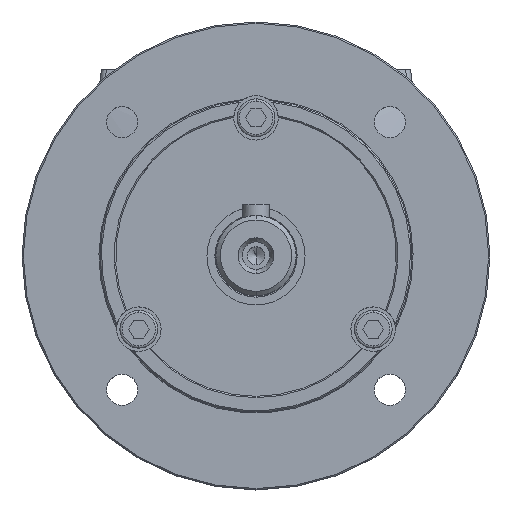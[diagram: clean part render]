
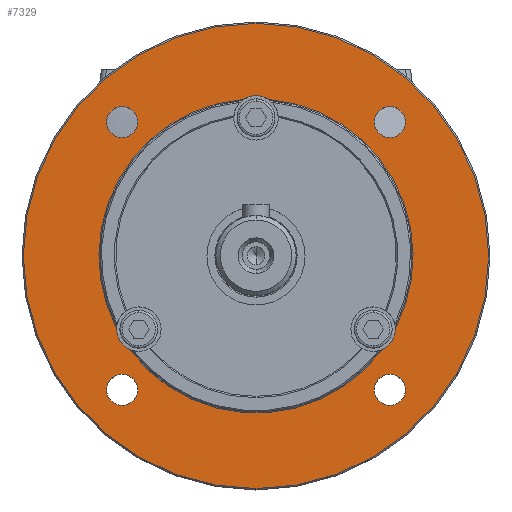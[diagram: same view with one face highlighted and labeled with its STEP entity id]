
A CAD part, top view. The second image highlights one B-rep face of the part: STEP entity #7329.
In plain terms, the highlighted planar face has unit normal (0, 0, 1).
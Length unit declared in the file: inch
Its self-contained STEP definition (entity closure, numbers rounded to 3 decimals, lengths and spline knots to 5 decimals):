
#118=CARTESIAN_POINT('',(0.,0.,3.18898));
#119=DIRECTION('',(0.,0.,1.));
#120=DIRECTION('',(1.,0.,0.));
#121=AXIS2_PLACEMENT_3D('',#118,#119,#120);
#128=CARTESIAN_POINT('',(-1.18315,1.18315,3.18898));
#129=DIRECTION('',(0.,0.,1.));
#130=DIRECTION('',(1.,0.,0.));
#131=AXIS2_PLACEMENT_3D('',#128,#129,#130);
#133=CARTESIAN_POINT('',(-1.18315,1.18315,3.18898));
#134=DIRECTION('',(0.,0.,1.));
#135=DIRECTION('',(-1.,0.,0.));
#136=AXIS2_PLACEMENT_3D('',#133,#134,#135);
#138=CARTESIAN_POINT('',(-1.18315,-1.18315,3.18898));
#139=DIRECTION('',(0.,0.,1.));
#140=DIRECTION('',(1.,0.,0.));
#141=AXIS2_PLACEMENT_3D('',#138,#139,#140);
#143=CARTESIAN_POINT('',(-1.18315,-1.18315,3.18898));
#144=DIRECTION('',(0.,0.,1.));
#145=DIRECTION('',(-1.,0.,0.));
#146=AXIS2_PLACEMENT_3D('',#143,#144,#145);
#148=CARTESIAN_POINT('',(1.18315,-1.18315,3.18898));
#149=DIRECTION('',(0.,0.,1.));
#150=DIRECTION('',(1.,0.,0.));
#151=AXIS2_PLACEMENT_3D('',#148,#149,#150);
#153=CARTESIAN_POINT('',(1.18315,-1.18315,3.18898));
#154=DIRECTION('',(0.,0.,1.));
#155=DIRECTION('',(-1.,0.,0.));
#156=AXIS2_PLACEMENT_3D('',#153,#154,#155);
#158=CARTESIAN_POINT('',(1.18315,1.18315,3.18898));
#159=DIRECTION('',(0.,0.,1.));
#160=DIRECTION('',(1.,0.,0.));
#161=AXIS2_PLACEMENT_3D('',#158,#159,#160);
#163=CARTESIAN_POINT('',(1.18315,1.18315,3.18898));
#164=DIRECTION('',(0.,0.,1.));
#165=DIRECTION('',(-1.,0.,0.));
#166=AXIS2_PLACEMENT_3D('',#163,#164,#165);
#168=CARTESIAN_POINT('',(-1.03502,-0.64675,
3.18898));
#169=DIRECTION('',(0.,0.,-1.));
#170=DIRECTION('',(-0.404,-0.915,0.));
#171=AXIS2_PLACEMENT_3D('',#168,#169,#170);
#173=CARTESIAN_POINT('',(1.03502,-0.64675,3.18898));
#174=DIRECTION('',(0.,0.,-1.));
#175=DIRECTION('',(0.999,0.037,0.));
#176=AXIS2_PLACEMENT_3D('',#173,#174,#175);
#178=CARTESIAN_POINT('',(0.,1.22047,3.18898));
#179=DIRECTION('',(0.,0.,-1.));
#180=DIRECTION('',(-0.561,0.828,0.));
#181=AXIS2_PLACEMENT_3D('',#178,#179,#180);
#183=CARTESIAN_POINT('',(0.,0.,3.18898));
#184=DIRECTION('',(0.,0.,1.));
#185=DIRECTION('',(-1.,0.,0.));
#186=AXIS2_PLACEMENT_3D('',#183,#184,#185);
#229=CARTESIAN_POINT('',(0.,0.,3.18898));
#230=DIRECTION('',(0.,0.,-1.));
#231=DIRECTION('',(-0.888,-0.461,0.));
#232=AXIS2_PLACEMENT_3D('',#229,#230,#231);
#283=CARTESIAN_POINT('',(0.,0.,3.18898));
#284=DIRECTION('',(0.,0.,-1.));
#285=DIRECTION('',(0.08,0.997,0.));
#286=AXIS2_PLACEMENT_3D('',#283,#284,#285);
#337=CARTESIAN_POINT('',(0.,0.,3.18898));
#338=DIRECTION('',(0.,0.,-1.));
#339=DIRECTION('',(0.803,-0.596,0.));
#340=AXIS2_PLACEMENT_3D('',#337,#338,#339);
#6767=CARTESIAN_POINT('',(1.32095,1.18315,3.18898));
#6768=CARTESIAN_POINT('',(1.04536,1.18315,3.18898));
#6769=VERTEX_POINT('',#6767);
#6770=VERTEX_POINT('',#6768);
#6783=CARTESIAN_POINT('',(1.32095,-1.18315,3.18898));
#6784=CARTESIAN_POINT('',(1.04536,-1.18315,3.18898));
#6785=VERTEX_POINT('',#6783);
#6786=VERTEX_POINT('',#6784);
#6791=CARTESIAN_POINT('',(-1.04536,-1.18315,
3.18898));
#6792=CARTESIAN_POINT('',(-1.32095,-1.18315,
3.18898));
#6793=VERTEX_POINT('',#6791);
#6794=VERTEX_POINT('',#6792);
#6799=CARTESIAN_POINT('',(-1.04536,1.18315,3.18898));
#6800=CARTESIAN_POINT('',(-1.32095,1.18315,3.18898));
#6801=VERTEX_POINT('',#6799);
#6802=VERTEX_POINT('',#6800);
#6827=CARTESIAN_POINT('',(2.05512,0.,3.18898));
#6828=CARTESIAN_POINT('',(-2.05512,0.,3.18898));
#6829=VERTEX_POINT('',#6827);
#6830=VERTEX_POINT('',#6828);
#6871=CARTESIAN_POINT('',(-0.11049,1.38339,
3.18898));
#6872=CARTESIAN_POINT('',(0.11049,1.38339,3.18898));
#6873=VERTEX_POINT('',#6871);
#6874=VERTEX_POINT('',#6872);
#6875=CARTESIAN_POINT('',(-1.11463,-0.82679,
3.18898));
#6876=CARTESIAN_POINT('',(-1.23173,-0.63938,
3.18898));
#6877=VERTEX_POINT('',#6875);
#6878=VERTEX_POINT('',#6876);
#6879=CARTESIAN_POINT('',(1.23173,-0.63938,
3.18898));
#6880=CARTESIAN_POINT('',(1.11463,-0.82679,
3.18898));
#6881=VERTEX_POINT('',#6879);
#6882=VERTEX_POINT('',#6880);
#7282=CARTESIAN_POINT('',(0.,0.,3.18898));
#7283=DIRECTION('',(0.,0.,1.));
#7284=DIRECTION('',(1.,0.,0.));
#7285=AXIS2_PLACEMENT_3D('',#7282,#7283,#7284);
#7286=PLANE('',#7285);
#7287=ORIENTED_EDGE('',*,*,#7260,.F.);
#7289=ORIENTED_EDGE('',*,*,#7288,.F.);
#7290=EDGE_LOOP('',(#7287,#7289));
#7291=FACE_OUTER_BOUND('',#7290,.F.);
#7293=ORIENTED_EDGE('',*,*,#7292,.T.);
#7295=ORIENTED_EDGE('',*,*,#7294,.T.);
#7296=EDGE_LOOP('',(#7293,#7295));
#7297=FACE_BOUND('',#7296,.F.);
#7299=ORIENTED_EDGE('',*,*,#7298,.T.);
#7301=ORIENTED_EDGE('',*,*,#7300,.T.);
#7302=EDGE_LOOP('',(#7299,#7301));
#7303=FACE_BOUND('',#7302,.F.);
#7305=ORIENTED_EDGE('',*,*,#7304,.T.);
#7306=ORIENTED_EDGE('',*,*,#7088,.T.);
#7307=EDGE_LOOP('',(#7305,#7306));
#7308=FACE_BOUND('',#7307,.F.);
#7310=ORIENTED_EDGE('',*,*,#7309,.T.);
#7312=ORIENTED_EDGE('',*,*,#7311,.T.);
#7313=EDGE_LOOP('',(#7310,#7312));
#7314=FACE_BOUND('',#7313,.F.);
#7316=ORIENTED_EDGE('',*,*,#7315,.F.);
#7318=ORIENTED_EDGE('',*,*,#7317,.F.);
#7320=ORIENTED_EDGE('',*,*,#7319,.F.);
#7322=ORIENTED_EDGE('',*,*,#7321,.F.);
#7324=ORIENTED_EDGE('',*,*,#7323,.F.);
#7326=ORIENTED_EDGE('',*,*,#7325,.F.);
#7327=EDGE_LOOP('',(#7316,#7318,#7320,#7322,#7324,#7326));
#7328=FACE_BOUND('',#7327,.F.);
#122=CIRCLE('',#121,2.05512);
#132=CIRCLE('',#131,0.1378);
#137=CIRCLE('',#136,0.1378);
#142=CIRCLE('',#141,0.1378);
#147=CIRCLE('',#146,0.1378);
#152=CIRCLE('',#151,0.1378);
#157=CIRCLE('',#156,0.1378);
#162=CIRCLE('',#161,0.1378);
#167=CIRCLE('',#166,0.1378);
#172=CIRCLE('',#171,0.19685);
#177=CIRCLE('',#176,0.19685);
#182=CIRCLE('',#181,0.19685);
#187=CIRCLE('',#186,2.05512);
#233=CIRCLE('',#232,1.3878);
#287=CIRCLE('',#286,1.3878);
#341=CIRCLE('',#340,1.3878);
#7088=EDGE_CURVE('',#6786,#6785,#157,.T.);
#7260=EDGE_CURVE('',#6829,#6830,#122,.T.);
#7288=EDGE_CURVE('',#6830,#6829,#187,.T.);
#7292=EDGE_CURVE('',#6801,#6802,#132,.T.);
#7294=EDGE_CURVE('',#6802,#6801,#137,.T.);
#7298=EDGE_CURVE('',#6793,#6794,#142,.T.);
#7300=EDGE_CURVE('',#6794,#6793,#147,.T.);
#7304=EDGE_CURVE('',#6785,#6786,#152,.T.);
#7309=EDGE_CURVE('',#6769,#6770,#162,.T.);
#7311=EDGE_CURVE('',#6770,#6769,#167,.T.);
#7315=EDGE_CURVE('',#6878,#6873,#233,.T.);
#7317=EDGE_CURVE('',#6877,#6878,#172,.T.);
#7319=EDGE_CURVE('',#6882,#6877,#341,.T.);
#7321=EDGE_CURVE('',#6881,#6882,#177,.T.);
#7323=EDGE_CURVE('',#6874,#6881,#287,.T.);
#7325=EDGE_CURVE('',#6873,#6874,#182,.T.);
#7329=ADVANCED_FACE('',(#7291,#7297,#7303,#7308,#7314,#7328),#7286,.T.);
